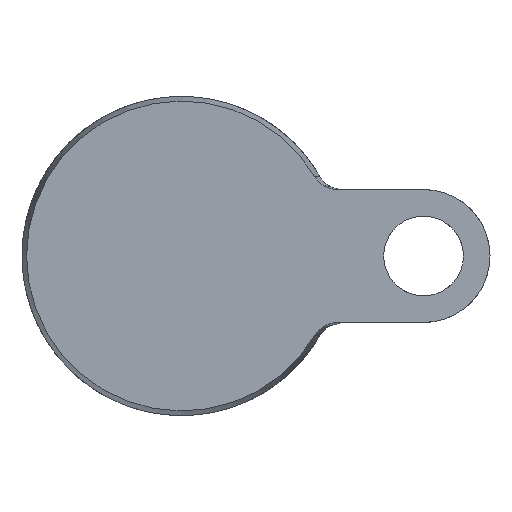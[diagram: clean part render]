
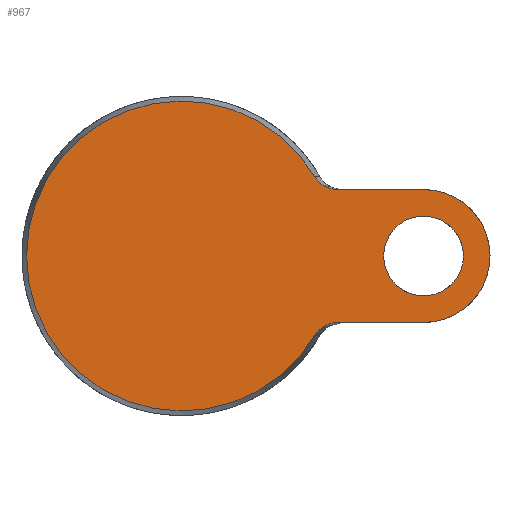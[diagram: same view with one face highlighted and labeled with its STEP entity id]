
A CAD part, front view. The second image highlights one B-rep face of the part: STEP entity #967.
In plain terms, the highlighted planar face has unit normal (0, -1, 0).
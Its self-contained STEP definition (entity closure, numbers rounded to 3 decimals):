
#22 = CIRCLE ( 'NONE', #497, 7.5 ) ;
#37 = CARTESIAN_POINT ( 'NONE',  ( 45.5, 0., 0. ) ) ;
#40 = VECTOR ( 'NONE', #455, 1000. ) ;
#41 = CIRCLE ( 'NONE', #1117, 29.143 ) ;
#42 = CARTESIAN_POINT ( 'NONE',  ( 28.502, 0., 12.556 ) ) ;
#53 = CARTESIAN_POINT ( 'NONE',  ( 26.146, 0., -13.64 ) ) ;
#57 = DIRECTION ( 'NONE',  ( 0., 0., -1. ) ) ;
#64 = VERTEX_POINT ( 'NONE', #1020 ) ;
#76 = AXIS2_PLACEMENT_3D ( 'NONE', #37, #666, #913 ) ;
#88 = B_SPLINE_CURVE_WITH_KNOTS ( 'NONE', 3,
 ( #477, #812, #42, #394, #1074, #307, #648, #987, #682, #1102, #410, #668, #596, #758 ),
 .UNSPECIFIED., .F., .F.,
 ( 4, 2, 2, 2, 2, 2, 4 ),
 ( 0., 0.001, 0.002, 0.003, 0.003, 0.004, 0.005 ),
 .UNSPECIFIED. ) ;
#108 = LINE ( 'NONE', #875, #40 ) ;
#116 = VERTEX_POINT ( 'NONE', #712 ) ;
#117 = FACE_OUTER_BOUND ( 'NONE', #772, .T. ) ;
#132 = DIRECTION ( 'NONE',  ( 1., 0., 0. ) ) ;
#134 = CARTESIAN_POINT ( 'NONE',  ( 25.237, 0., -14.58 ) ) ;
#135 = ORIENTED_EDGE ( 'NONE', *, *, #633, .T. ) ;
#141 = DIRECTION ( 'NONE',  ( 0., 0., 1. ) ) ;
#144 = ORIENTED_EDGE ( 'NONE', *, *, #166, .F. ) ;
#166 = EDGE_CURVE ( 'NONE', #679, #989, #108, .T. ) ;
#194 = DIRECTION ( 'NONE',  ( 0., 1., 0. ) ) ;
#206 = ORIENTED_EDGE ( 'NONE', *, *, #667, .T. ) ;
#233 = B_SPLINE_CURVE_WITH_KNOTS ( 'NONE', 3,
 ( #488, #134, #1078, #825, #53, #661, #724, #1060, #982, #737, #561, #636, #976 ),
 .UNSPECIFIED., .F., .F.,
 ( 4, 2, 2, 1, 2, 2, 4 ),
 ( 0., 0.001, 0.002, 0.003, 0.003, 0.004, 0.005 ),
 .UNSPECIFIED. ) ;
#250 = CARTESIAN_POINT ( 'NONE',  ( 45.5, 0., -12.5 ) ) ;
#260 = ORIENTED_EDGE ( 'NONE', *, *, #304, .F. ) ;
#280 = CARTESIAN_POINT ( 'NONE',  ( 45.5, 0., 0. ) ) ;
#294 = ORIENTED_EDGE ( 'NONE', *, *, #996, .F. ) ;
#295 = DIRECTION ( 'NONE',  ( 0., 1., 0. ) ) ;
#304 = EDGE_CURVE ( 'NONE', #699, #679, #935, .T. ) ;
#307 = CARTESIAN_POINT ( 'NONE',  ( 27.253, 0., 12.954 ) ) ;
#394 = CARTESIAN_POINT ( 'NONE',  ( 27.869, 0., 12.721 ) ) ;
#397 = LINE ( 'NONE', #820, #817 ) ;
#410 = CARTESIAN_POINT ( 'NONE',  ( 25.976, 0., 13.785 ) ) ;
#411 = AXIS2_PLACEMENT_3D ( 'NONE', #902, #295, #141 ) ;
#455 = DIRECTION ( 'NONE',  ( -1., 0., 0. ) ) ;
#465 = ORIENTED_EDGE ( 'NONE', *, *, #553, .T. ) ;
#477 = CARTESIAN_POINT ( 'NONE',  ( 29.374, 0., 12.5 ) ) ;
#486 = EDGE_LOOP ( 'NONE', ( #465 ) ) ;
#488 = CARTESIAN_POINT ( 'NONE',  ( 25.011, 0., -14.959 ) ) ;
#497 = AXIS2_PLACEMENT_3D ( 'NONE', #280, #194, #543 ) ;
#543 = DIRECTION ( 'NONE',  ( 0., 0., 1. ) ) ;
#553 = EDGE_CURVE ( 'NONE', #64, #64, #22, .T. ) ;
#561 = CARTESIAN_POINT ( 'NONE',  ( 28.503, 0., -12.556 ) ) ;
#571 = CARTESIAN_POINT ( 'NONE',  ( 0., 0., 0. ) ) ;
#596 = CARTESIAN_POINT ( 'NONE',  ( 25.237, 0., 14.58 ) ) ;
#633 = EDGE_CURVE ( 'NONE', #662, #1015, #41, .T. ) ;
#636 = CARTESIAN_POINT ( 'NONE',  ( 28.933, 0., -12.5 ) ) ;
#648 = CARTESIAN_POINT ( 'NONE',  ( 27.057, 0., 13.048 ) ) ;
#652 = FACE_BOUND ( 'NONE', #486, .T. ) ;
#653 = EDGE_CURVE ( 'NONE', #1015, #989, #233, .T. ) ;
#661 = CARTESIAN_POINT ( 'NONE',  ( 26.497, 0., -13.379 ) ) ;
#662 = VERTEX_POINT ( 'NONE', #897 ) ;
#666 = DIRECTION ( 'NONE',  ( 0., 1., 0. ) ) ;
#667 = EDGE_CURVE ( 'NONE', #116, #662, #88, .T. ) ;
#668 = CARTESIAN_POINT ( 'NONE',  ( 25.507, 0., 14.24 ) ) ;
#679 = VERTEX_POINT ( 'NONE', #250 ) ;
#682 = CARTESIAN_POINT ( 'NONE',  ( 26.495, 0., 13.38 ) ) ;
#699 = VERTEX_POINT ( 'NONE', #925 ) ;
#712 = CARTESIAN_POINT ( 'NONE',  ( 29.374, 0., 12.5 ) ) ;
#714 = ORIENTED_EDGE ( 'NONE', *, *, #653, .T. ) ;
#724 = CARTESIAN_POINT ( 'NONE',  ( 26.862, 0., -13.142 ) ) ;
#737 = CARTESIAN_POINT ( 'NONE',  ( 27.871, 0., -12.72 ) ) ;
#758 = CARTESIAN_POINT ( 'NONE',  ( 25.011, 0., 14.959 ) ) ;
#772 = EDGE_LOOP ( 'NONE', ( #294, #206, #135, #714, #144, #260 ) ) ;
#812 = CARTESIAN_POINT ( 'NONE',  ( 28.933, 0., 12.5 ) ) ;
#817 = VECTOR ( 'NONE', #132, 1000. ) ;
#820 = CARTESIAN_POINT ( 'NONE',  ( 15., 0., 12.5 ) ) ;
#825 = CARTESIAN_POINT ( 'NONE',  ( 25.977, 0., -13.784 ) ) ;
#875 = CARTESIAN_POINT ( 'NONE',  ( 15., 0., -12.5 ) ) ;
#885 = CARTESIAN_POINT ( 'NONE',  ( 25.011, 0., -14.959 ) ) ;
#897 = CARTESIAN_POINT ( 'NONE',  ( 25.011, 0., 14.959 ) ) ;
#902 = CARTESIAN_POINT ( 'NONE',  ( -29.143, 0., 0. ) ) ;
#907 = DIRECTION ( 'NONE',  ( 0., -1., 0. ) ) ;
#913 = DIRECTION ( 'NONE',  ( 0., 0., -1. ) ) ;
#925 = CARTESIAN_POINT ( 'NONE',  ( 45.5, 0., 12.5 ) ) ;
#935 = CIRCLE ( 'NONE', #76, 12.5 ) ;
#967 = ADVANCED_FACE ( 'NONE', ( #117, #652 ), #1064, .F. ) ;
#976 = CARTESIAN_POINT ( 'NONE',  ( 29.374, 0., -12.5 ) ) ;
#982 = CARTESIAN_POINT ( 'NONE',  ( 27.662, 0., -12.789 ) ) ;
#987 = CARTESIAN_POINT ( 'NONE',  ( 26.678, 0., 13.261 ) ) ;
#989 = VERTEX_POINT ( 'NONE', #1081 ) ;
#996 = EDGE_CURVE ( 'NONE', #116, #699, #397, .T. ) ;
#1015 = VERTEX_POINT ( 'NONE', #885 ) ;
#1020 = CARTESIAN_POINT ( 'NONE',  ( 45.5, 0., 7.5 ) ) ;
#1060 = CARTESIAN_POINT ( 'NONE',  ( 27.255, 0., -12.953 ) ) ;
#1064 = PLANE ( 'NONE',  #411 ) ;
#1074 = CARTESIAN_POINT ( 'NONE',  ( 27.659, 0., 12.79 ) ) ;
#1078 = CARTESIAN_POINT ( 'NONE',  ( 25.508, 0., -14.24 ) ) ;
#1081 = CARTESIAN_POINT ( 'NONE',  ( 29.374, 0., -12.5 ) ) ;
#1102 = CARTESIAN_POINT ( 'NONE',  ( 26.144, 0., 13.642 ) ) ;
#1117 = AXIS2_PLACEMENT_3D ( 'NONE', #571, #907, #57 ) ;
